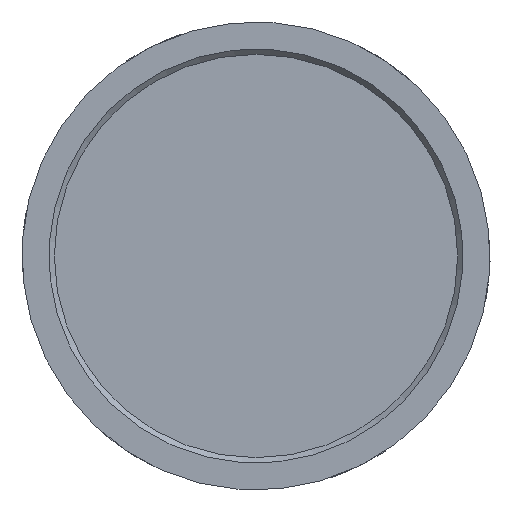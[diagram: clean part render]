
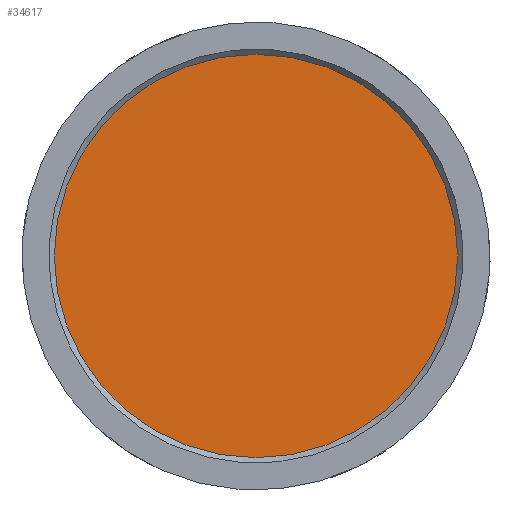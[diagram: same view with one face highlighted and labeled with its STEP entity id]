
A CAD part, left-side view. The second image highlights one B-rep face of the part: STEP entity #34617.
In plain terms, the highlighted planar face has unit normal (-1, 0, 0).
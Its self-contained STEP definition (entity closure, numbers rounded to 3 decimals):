
#34597=CARTESIAN_POINT('',(0.0,2.8,0.0));
#34598=VERTEX_POINT('',#34597);
#34599=CARTESIAN_POINT('',(0.0,0.0,0.0));
#34600=DIRECTION('',(1.0,0.0,0.0));
#34601=DIRECTION('',(0.0,1.0,0.0));
#34602=AXIS2_PLACEMENT_3D('',#34599,#34600,#34601);
#34603=CIRCLE('',#34602,2.8);
#34604=EDGE_CURVE('',#34598,#34598,#34603,.T.);
#34609=CARTESIAN_POINT('',(0.,2.038,0.0));
#34610=DIRECTION('',(-1.0,0.0,0.0));
#34611=DIRECTION('',(0.0,0.0,1.0));
#34612=AXIS2_PLACEMENT_3D('',#34609,#34610,#34611);
#34613=PLANE('',#34612);
#34614=ORIENTED_EDGE('',*,*,#34604,.F.);
#34615=EDGE_LOOP('',(#34614));
#34616=FACE_OUTER_BOUND('',#34615,.T.);
#34617=ADVANCED_FACE('',(#34616),#34613,.T.);
